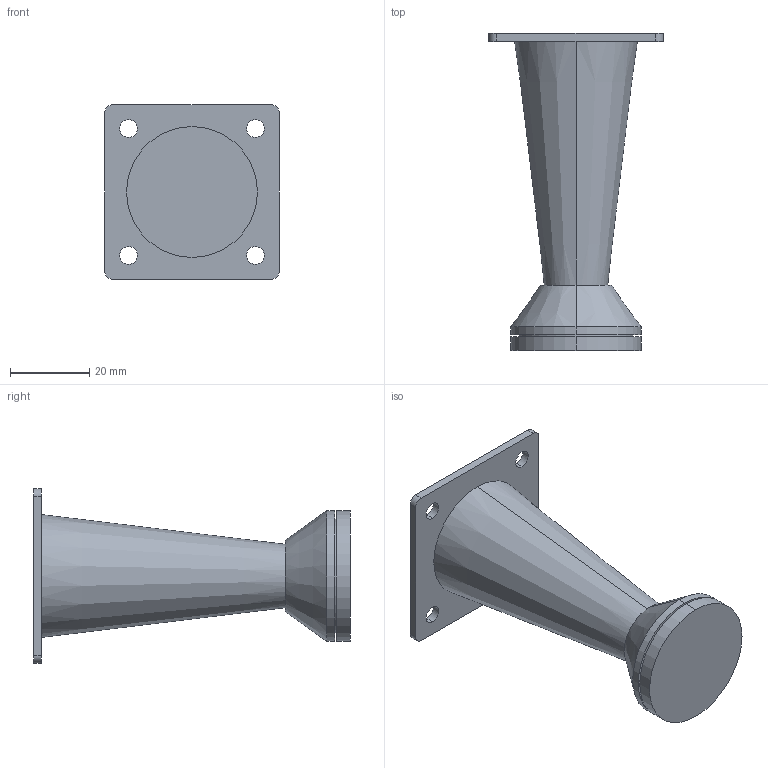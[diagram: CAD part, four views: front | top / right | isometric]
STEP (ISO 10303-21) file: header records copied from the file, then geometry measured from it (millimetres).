
FILE_DESCRIPTION (( 'STEP AP214' ), '1' );
FILE_NAME ('F001942,F001943,F001944_3D.step', '2022-10-10T13:53:08', ( '' ), ( '' ), 'SwSTEP 2.0', 'SolidWorks 2020', '' );
FILE_SCHEMA (( 'AUTOMOTIVE_DESIGN' ));
Length unit declared in the file: millimetre
Products named in the file (1): F001942,F001943,F001944_3D
Bounding box: 44 x 80 x 44 mm (x, y, z)
Volume: 15993.2 mm3; surface area: 16159.2 mm2
Topology: 1 solids, 1 shells, 41 faces, 94 edges, 62 vertices
Faces by surface type: cylinder 20, plane 13, cone 8
Entity records: 1236 total; most frequent: DIRECTION 232, CARTESIAN_POINT 198, ORIENTED_EDGE 188, AXIS2_PLACEMENT_3D 96, EDGE_CURVE 94, VERTEX_POINT 62, EDGE_LOOP 56, CIRCLE 54
